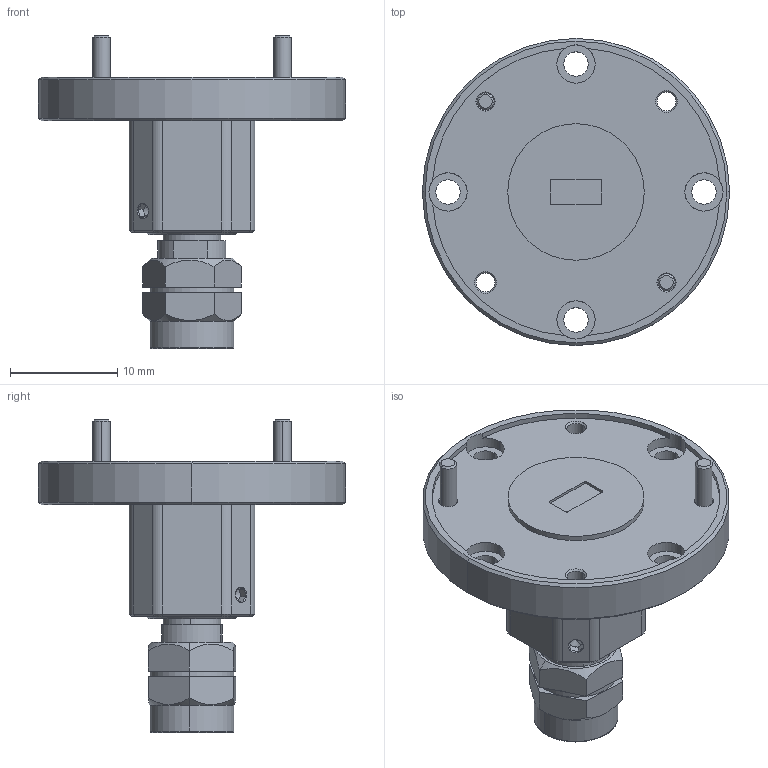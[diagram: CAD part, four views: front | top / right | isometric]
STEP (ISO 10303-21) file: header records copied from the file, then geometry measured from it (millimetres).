
FILE_DESCRIPTION (( 'STEP AP214' ), '1' );
FILE_NAME ('WC-UE-A-2, Male Rev 1.0, CTRLD.STEP', '2024-04-18T19:56:59', ( '' ), ( '' ), 'SwSTEP 2.0', 'SolidWorks 2021', '' );
FILE_SCHEMA (( 'AUTOMOTIVE_DESIGN' ));
Length unit declared in the file: inch
Products named in the file (1): WC-UE-A-2, Male Rev 1.0, CTRLD
Bounding box: 28.57 x 28.57 x 29.12 mm (x, y, z)
Volume: 3977.1 mm3; surface area: 2727.5 mm2
Topology: 1 solids, 1 shells, 193 faces, 442 edges, 269 vertices
Faces by surface type: plane 71, cylinder 67, cone 53, bspline 2
Entity records: 5816 total; most frequent: CARTESIAN_POINT 1288, DIRECTION 1008, ORIENTED_EDGE 880, EDGE_CURVE 440, AXIS2_PLACEMENT_3D 395, VERTEX_POINT 269, EDGE_LOOP 225, LINE 218
